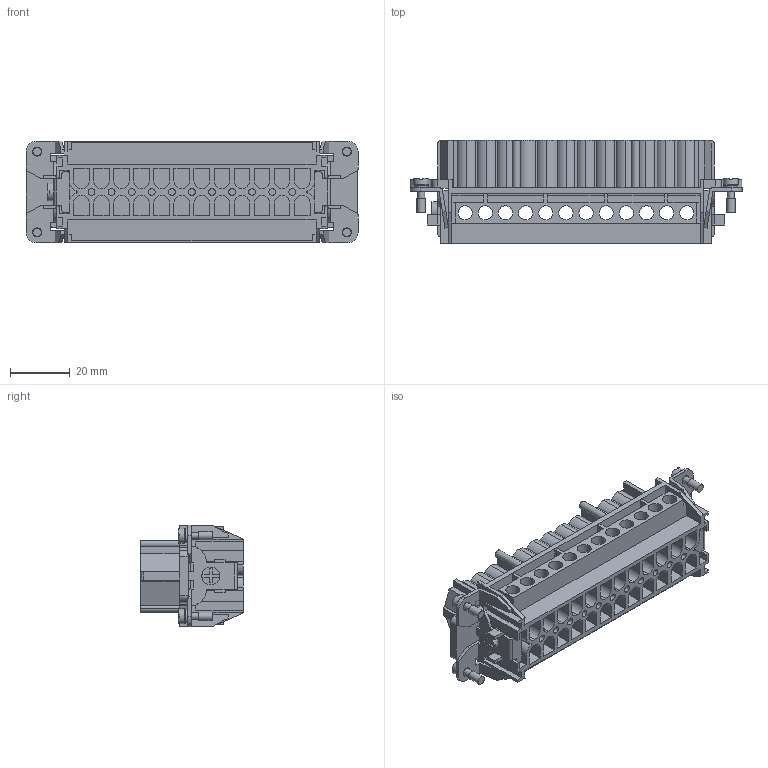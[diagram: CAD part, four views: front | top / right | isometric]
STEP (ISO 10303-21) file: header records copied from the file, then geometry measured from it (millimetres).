
FILE_DESCRIPTION (( 'STEP AP214' ), '1' );
FILE_NAME ('ZP-24B-24-FS-INSERT.STEP', '2011-11-18T21:13:59', ( '.ADC' ), ( 'ADC' ), 'SwSTEP 2.0', 'SolidWorks 2011', '' );
FILE_SCHEMA (( 'AUTOMOTIVE_DESIGN' ));
Length unit declared in the file: millimetre
Products named in the file (1): ZP-24B-24-FS-INSERT
Bounding box: 111.25 x 34.5 x 34 mm (x, y, z)
Volume: 47510.8 mm3; surface area: 40420.9 mm2
Topology: 1 solids, 36 shells, 1205 faces, 3170 edges, 2104 vertices
Faces by surface type: plane 887, cylinder 252, bspline 62, cone 4
Full cylindrical faces by diameter (mm): 1.75 x11, 2.3 x22, 2.324 x8, 2.85 x4, 3 x2, 3.007 x4, 4.75 x12, 5.02 x4, 5.72 x20, 6 x1
Entity records: 48336 total; most frequent: CARTESIAN_POINT 7146, ORIENTED_EDGE 6102, DIRECTION 5780, EDGE_CURVE 3051, LINE 2358, VECTOR 2358, VERTEX_POINT 2077, AXIS2_PLACEMENT_3D 1711
